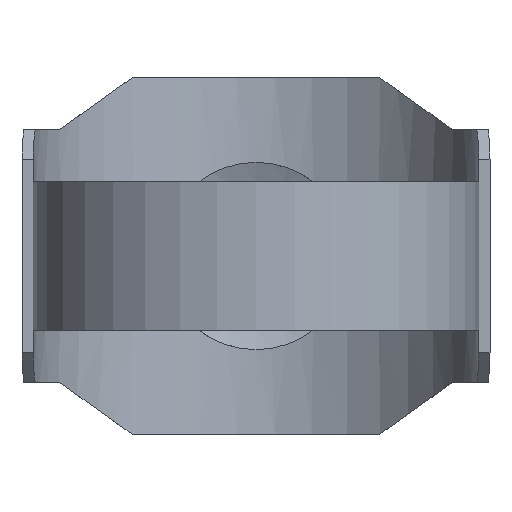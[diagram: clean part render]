
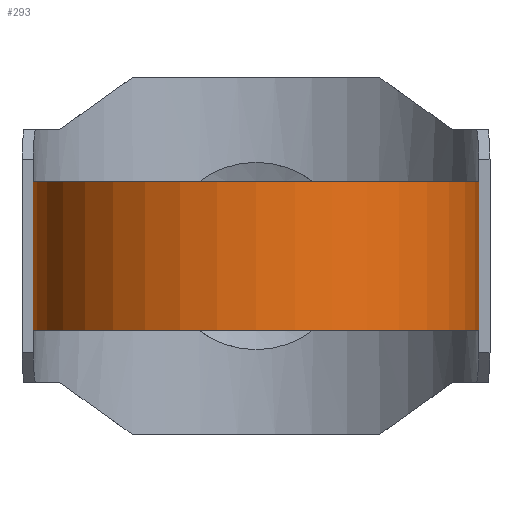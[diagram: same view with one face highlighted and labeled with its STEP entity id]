
A CAD part, front view. The second image highlights one B-rep face of the part: STEP entity #293.
In plain terms, the highlighted cylindrical face has radius 90 mm (diameter 180 mm), a partial arc.
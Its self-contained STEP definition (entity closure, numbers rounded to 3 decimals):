
#241 = EDGE_CURVE( '', #517, #527, #637, .T. );
#293 = ADVANCED_FACE( '', ( #692 ), #693, .T. );
#347 = EDGE_CURVE( '', #517, #501, #754, .T. );
#441 = EDGE_CURVE( '', #527, #561, #863, .T. );
#501 = VERTEX_POINT( '', #931 );
#517 = VERTEX_POINT( '', #948 );
#527 = VERTEX_POINT( '', #959 );
#561 = VERTEX_POINT( '', #995 );
#583 = EDGE_CURVE( '', #561, #501, #1019, .T. );
#637 = LINE( '', #1073, #1074 );
#692 = FACE_OUTER_BOUND( '', #1146, .T. );
#693 = CYLINDRICAL_SURFACE( '', #1147, 90. );
#754 = CIRCLE( '', #1322, 90. );
#863 = CIRCLE( '', #1540, 90. );
#931 = CARTESIAN_POINT( '', ( 90., 0., 30. ) );
#948 = CARTESIAN_POINT( '', ( -90., 0., 30. ) );
#959 = CARTESIAN_POINT( '', ( -90., 0., -30. ) );
#995 = CARTESIAN_POINT( '', ( 90., 0., -30. ) );
#1019 = LINE( '', #1855, #1856 );
#1073 = CARTESIAN_POINT( '', ( -90., 0., 0. ) );
#1074 = VECTOR( '', #1886, 1. );
#1146 = EDGE_LOOP( '', ( #1929, #1930, #1931, #1932 ) );
#1147 = AXIS2_PLACEMENT_3D( '', #1933, #1934, #1935 );
#1322 = AXIS2_PLACEMENT_3D( '', #2012, #2013, #2014 );
#1540 = AXIS2_PLACEMENT_3D( '', #2177, #2178, #2179 );
#1855 = CARTESIAN_POINT( '', ( 90., 0., 0. ) );
#1856 = VECTOR( '', #2379, 1. );
#1886 = DIRECTION( '', ( 0., 0., -1. ) );
#1929 = ORIENTED_EDGE( '', *, *, #583, .T. );
#1930 = ORIENTED_EDGE( '', *, *, #347, .F. );
#1931 = ORIENTED_EDGE( '', *, *, #241, .T. );
#1932 = ORIENTED_EDGE( '', *, *, #441, .T. );
#1933 = CARTESIAN_POINT( '', ( 0., 0., 30. ) );
#1934 = DIRECTION( '', ( 0., 0., 1. ) );
#1935 = DIRECTION( '', ( 1., 0., 0. ) );
#2012 = CARTESIAN_POINT( '', ( 0., 0., 30. ) );
#2013 = DIRECTION( '', ( 0., 0., 1. ) );
#2014 = DIRECTION( '', ( 1., 0., 0. ) );
#2177 = CARTESIAN_POINT( '', ( 0., 0., -30. ) );
#2178 = DIRECTION( '', ( 0., 0., 1. ) );
#2179 = DIRECTION( '', ( 1., 0., 0. ) );
#2379 = DIRECTION( '', ( 0., 0., 1. ) );
